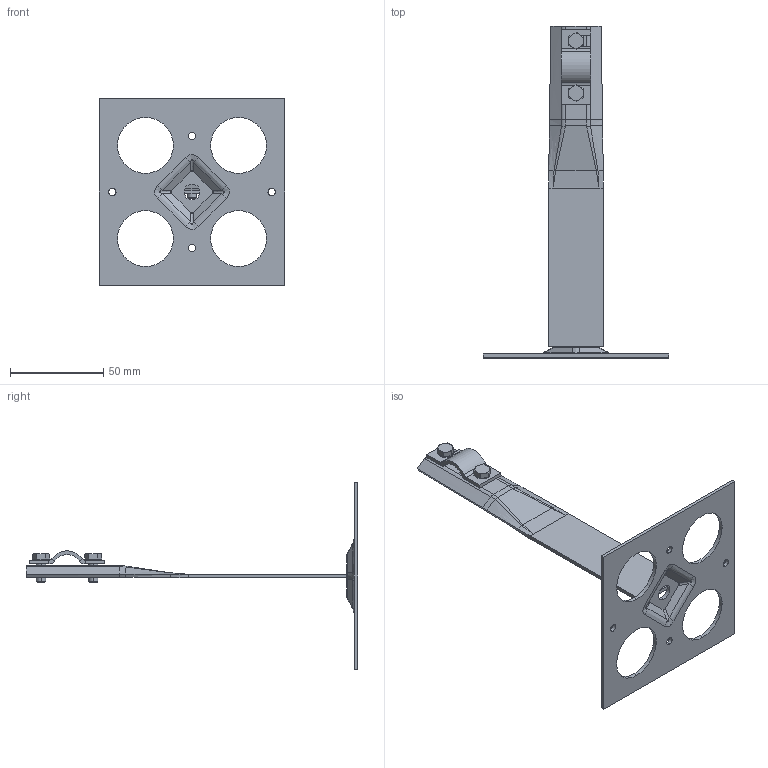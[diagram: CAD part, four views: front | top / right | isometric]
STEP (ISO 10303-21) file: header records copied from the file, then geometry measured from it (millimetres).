
FILE_DESCRIPTION (( 'STEP AP203' ), '1' );
FILE_NAME ('1211 Ïðèêëåèâàåìûé äåðæàòåëü ñ ìåòàëëè÷åñêèì îñíîâàíèåì, âûñîòà H - 15 (ñì).STEP', '2024-03-05T13:01:12', ( '' ), ( '' ), 'SwSTEP 2.0', 'SolidWorks 2022', '' );
FILE_SCHEMA (( 'CONFIG_CONTROL_DESIGN' ));
Length unit declared in the file: millimetre
Products named in the file (6): 0711.001 Прижим; hex screw gradeab_iso_ISO 4017 - M5 x 12-N; 1211.100 Держатель приклеиваемый_00; 1211.101 Прямой держатель; 1211 Приклеиваемый держатель с металлическим основанием, высота H - 15 (см); 1206.101 Основание
Assembly tree (6 placements, depth 3):
  1211 Приклеиваемый держатель с металлическим основанием, высота H - 15 (см)
    1211.100 Держатель приклеиваемый_00
      1206.101 Основание
      1211.101 Прямой держатель
    0711.001 Прижим
    hex screw gradeab_iso_ISO 4017 - M5 x 12-N  x2
Bounding box: 99.5 x 178.02 x 100 mm (x, y, z)
Volume: 26324.7 mm3; surface area: 29127.9 mm2
Topology: 5 solids, 5 shells, 224 faces, 526 edges, 316 vertices
Faces by surface type: bspline 88, plane 73, cylinder 43, cone 16, torus 4
Entity records: 8935 total; most frequent: CARTESIAN_POINT 4426, ORIENTED_EDGE 928, DIRECTION 596, EDGE_CURVE 464, VERTEX_POINT 282, AXIS2_PLACEMENT_3D 237, B_SPLINE_CURVE_WITH_KNOTS 220, EDGE_LOOP 220
